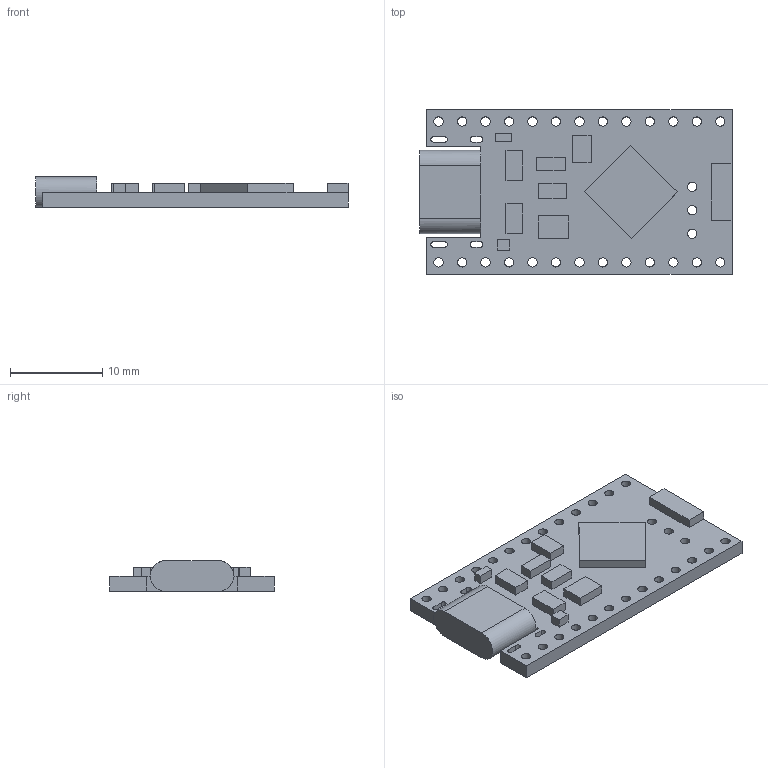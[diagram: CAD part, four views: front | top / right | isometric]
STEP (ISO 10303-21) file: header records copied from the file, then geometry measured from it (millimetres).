
FILE_DESCRIPTION(/* description */ (''),/* implementation_level */ '2;1');
FILE_NAME(/* name */ 'nrf52840.step',/* time_stamp */ '2025-04-06T01:26:49+08:00',/* author */ (''),/* organization */ (''),/* preprocessor_version */ 'ST-DEVELOPER v20.1',/* originating_system */ 'Autodesk Translation Framework v14.4.0.0',/* authorisation */ '');
FILE_SCHEMA (('AUTOMOTIVE_DESIGN { 1 0 10303 214 3 1 1 }'));
Length unit declared in the file: millimetre
Products named in the file (2): 无标题; promicronrf52840
Assembly tree (1 placements, depth 2):
  无标题
    promicronrf52840
Bounding box: 33.75 x 17.78 x 3.3 mm (x, y, z)
Volume: 1087.3 mm3; surface area: 1644.8 mm2
Topology: 1 solids, 1 shells, 110 faces, 295 edges, 196 vertices
Faces by surface type: plane 71, cylinder 39
Full cylindrical faces by diameter (mm): 1 x29
Entity records: 3628 total; most frequent: CARTESIAN_POINT 604, DIRECTION 601, ORIENTED_EDGE 590, EDGE_CURVE 295, LINE 215, VECTOR 215, VERTEX_POINT 196, AXIS2_PLACEMENT_3D 193
